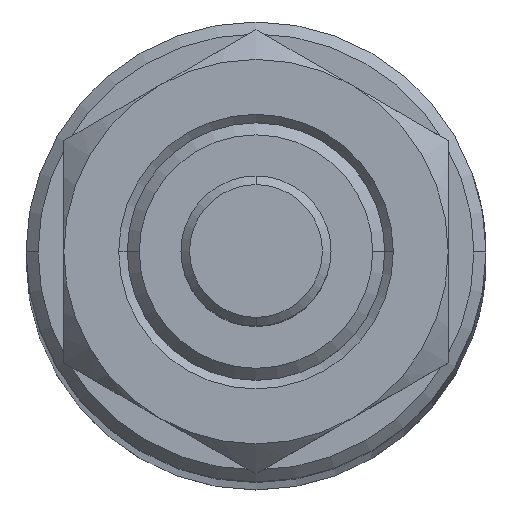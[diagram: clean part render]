
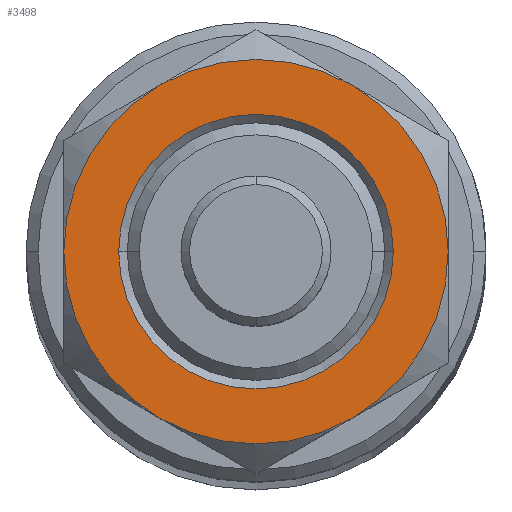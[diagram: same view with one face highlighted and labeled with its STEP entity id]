
A CAD part, top view. The second image highlights one B-rep face of the part: STEP entity #3498.
In plain terms, the highlighted planar face has unit normal (0, 0, 1).
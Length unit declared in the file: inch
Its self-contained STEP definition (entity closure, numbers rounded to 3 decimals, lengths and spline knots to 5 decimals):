
#49 = DIRECTION ( 'NONE',  ( 0., 0., -1. ) ) ;
#91 = AXIS2_PLACEMENT_3D ( 'NONE', #1376, #3341, #1658 ) ;
#104 = EDGE_LOOP ( 'NONE', ( #2129, #586, #675, #3192, #1912, #3118 ) ) ;
#108 = VERTEX_POINT ( 'NONE', #2251 ) ;
#111 = CARTESIAN_POINT ( 'NONE',  ( -0.4, 0., 0.21 ) ) ;
#152 = EDGE_CURVE ( 'NONE', #2539, #2255, #3335, .T. ) ;
#212 = DIRECTION ( 'NONE',  ( 0., 0., 1. ) ) ;
#360 = ORIENTED_EDGE ( 'NONE', *, *, #2846, .T. ) ;
#361 = AXIS2_PLACEMENT_3D ( 'NONE', #2413, #754, #2700 ) ;
#556 = CIRCLE ( 'NONE', #2694, 0.4 ) ;
#586 = ORIENTED_EDGE ( 'NONE', *, *, #2913, .F. ) ;
#612 = EDGE_CURVE ( 'NONE', #1262, #2805, #2739, .T. ) ;
#675 = ORIENTED_EDGE ( 'NONE', *, *, #1717, .F. ) ;
#754 = DIRECTION ( 'NONE',  ( 0., 0., -1. ) ) ;
#1023 = EDGE_CURVE ( 'NONE', #2805, #3109, #3405, .T. ) ;
#1048 = VERTEX_POINT ( 'NONE', #1487 ) ;
#1190 = DIRECTION ( 'NONE',  ( 0., 0., -1. ) ) ;
#1206 = CARTESIAN_POINT ( 'NONE',  ( 0., 0., 0.21 ) ) ;
#1209 = FACE_OUTER_BOUND ( 'NONE', #104, .T. ) ;
#1241 = EDGE_LOOP ( 'NONE', ( #3439, #360 ) ) ;
#1262 = VERTEX_POINT ( 'NONE', #3104 ) ;
#1273 = DIRECTION ( 'NONE',  ( 0., 0., -1. ) ) ;
#1287 = CARTESIAN_POINT ( 'NONE',  ( 0., 0., 0.21 ) ) ;
#1369 = AXIS2_PLACEMENT_3D ( 'NONE', #1206, #3167, #1488 ) ;
#1376 = CARTESIAN_POINT ( 'NONE',  ( 0., 0., 0.21 ) ) ;
#1487 = CARTESIAN_POINT ( 'NONE',  ( -0.28, -0.48497, 0.21 ) ) ;
#1488 = DIRECTION ( 'NONE',  ( -1., 0., 0. ) ) ;
#1539 = CARTESIAN_POINT ( 'NONE',  ( 0.28, -0.48497, 0.21 ) ) ;
#1573 = DIRECTION ( 'NONE',  ( -1., 0., 0. ) ) ;
#1609 = AXIS2_PLACEMENT_3D ( 'NONE', #2864, #1190, #3150 ) ;
#1658 = DIRECTION ( 'NONE',  ( -1., 0., 0. ) ) ;
#1717 = EDGE_CURVE ( 'NONE', #2255, #1048, #2957, .T. ) ;
#1724 = CARTESIAN_POINT ( 'NONE',  ( 0., 0., 0.21 ) ) ;
#1844 = DIRECTION ( 'NONE',  ( -1., 0., 0. ) ) ;
#1883 = CARTESIAN_POINT ( 'NONE',  ( 0., 0., 0.21 ) ) ;
#1912 = ORIENTED_EDGE ( 'NONE', *, *, #2398, .T. ) ;
#1950 = CIRCLE ( 'NONE', #2439, 0.56 ) ;
#1954 = VERTEX_POINT ( 'NONE', #111 ) ;
#2003 = DIRECTION ( 'NONE',  ( -1., 0., 0. ) ) ;
#2034 = FACE_BOUND ( 'NONE', #1241, .T. ) ;
#2111 = PLANE ( 'NONE',  #3273 ) ;
#2129 = ORIENTED_EDGE ( 'NONE', *, *, #612, .F. ) ;
#2164 = DIRECTION ( 'NONE',  ( 1., 0., 0. ) ) ;
#2251 = CARTESIAN_POINT ( 'NONE',  ( 0.4, 0., 0.21 ) ) ;
#2255 = VERTEX_POINT ( 'NONE', #1539 ) ;
#2398 = EDGE_CURVE ( 'NONE', #2539, #3109, #1950, .T. ) ;
#2413 = CARTESIAN_POINT ( 'NONE',  ( 0., 0., 0.21 ) ) ;
#2439 = AXIS2_PLACEMENT_3D ( 'NONE', #1883, #212, #2164 ) ;
#2482 = AXIS2_PLACEMENT_3D ( 'NONE', #2951, #1273, #3239 ) ;
#2539 = VERTEX_POINT ( 'NONE', #2797 ) ;
#2607 = CIRCLE ( 'NONE', #361, 0.56 ) ;
#2694 = AXIS2_PLACEMENT_3D ( 'NONE', #1287, #3255, #1573 ) ;
#2700 = DIRECTION ( 'NONE',  ( -1., 0., 0. ) ) ;
#2739 = CIRCLE ( 'NONE', #1369, 0.56 ) ;
#2762 = CARTESIAN_POINT ( 'NONE',  ( 0.28, 0.48497, 0.21 ) ) ;
#2782 = CIRCLE ( 'NONE', #2482, 0.4 ) ;
#2797 = CARTESIAN_POINT ( 'NONE',  ( 0.56, 0., 0.21 ) ) ;
#2805 = VERTEX_POINT ( 'NONE', #2923 ) ;
#2846 = EDGE_CURVE ( 'NONE', #1954, #108, #2782, .T. ) ;
#2864 = CARTESIAN_POINT ( 'NONE',  ( 0., 0., 0.21 ) ) ;
#2913 = EDGE_CURVE ( 'NONE', #1048, #1262, #2607, .T. ) ;
#2923 = CARTESIAN_POINT ( 'NONE',  ( -0.28, 0.48497, 0.21 ) ) ;
#2951 = CARTESIAN_POINT ( 'NONE',  ( 0., 0., 0.21 ) ) ;
#2957 = CIRCLE ( 'NONE', #91, 0.56 ) ;
#2961 = CARTESIAN_POINT ( 'NONE',  ( 0.56, 0.96995, 0.21 ) ) ;
#3104 = CARTESIAN_POINT ( 'NONE',  ( -0.56, 0., 0.21 ) ) ;
#3109 = VERTEX_POINT ( 'NONE', #2762 ) ;
#3118 = ORIENTED_EDGE ( 'NONE', *, *, #1023, .F. ) ;
#3150 = DIRECTION ( 'NONE',  ( -1., 0., 0. ) ) ;
#3167 = DIRECTION ( 'NONE',  ( 0., 0., -1. ) ) ;
#3192 = ORIENTED_EDGE ( 'NONE', *, *, #152, .F. ) ;
#3239 = DIRECTION ( 'NONE',  ( -1., 0., 0. ) ) ;
#3255 = DIRECTION ( 'NONE',  ( 0., 0., -1. ) ) ;
#3273 = AXIS2_PLACEMENT_3D ( 'NONE', #2961, #3526, #1844 ) ;
#3335 = CIRCLE ( 'NONE', #3577, 0.56 ) ;
#3341 = DIRECTION ( 'NONE',  ( 0., 0., -1. ) ) ;
#3405 = CIRCLE ( 'NONE', #1609, 0.56 ) ;
#3439 = ORIENTED_EDGE ( 'NONE', *, *, #3495, .T. ) ;
#3495 = EDGE_CURVE ( 'NONE', #108, #1954, #556, .T. ) ;
#3498 = ADVANCED_FACE ( 'NONE', ( #2034, #1209 ), #2111, .F. ) ;
#3526 = DIRECTION ( 'NONE',  ( 0., 0., -1. ) ) ;
#3577 = AXIS2_PLACEMENT_3D ( 'NONE', #1724, #49, #2003 ) ;
